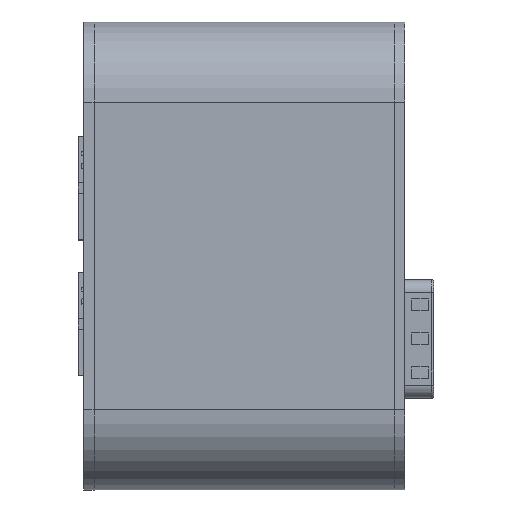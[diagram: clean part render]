
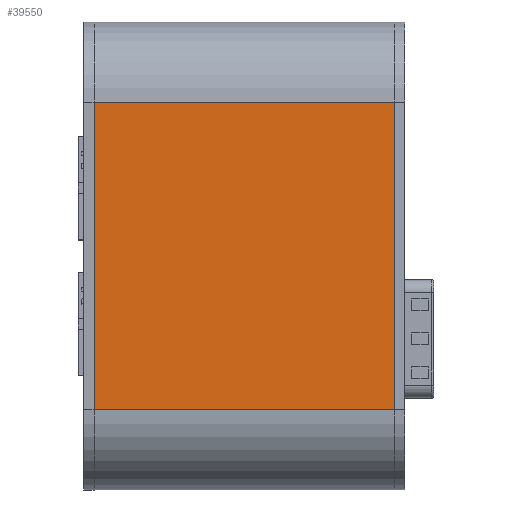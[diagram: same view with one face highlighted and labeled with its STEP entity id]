
A CAD part, top view. The second image highlights one B-rep face of the part: STEP entity #39550.
In plain terms, the highlighted planar face has unit normal (0, 0, 1).
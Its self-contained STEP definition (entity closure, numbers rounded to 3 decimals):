
#2840=FACE_OUTER_BOUND('',#5034,.T.);
#5034=EDGE_LOOP('',(#26334,#26335,#26336,#26337));
#7377=LINE('',#55518,#11892);
#7426=LINE('',#55656,#11941);
#7427=LINE('',#55658,#11942);
#7428=LINE('',#55659,#11943);
#11892=VECTOR('',#44940,10.);
#11941=VECTOR('',#45079,10.);
#11942=VECTOR('',#45080,10.);
#11943=VECTOR('',#45081,10.);
#16403=VERTEX_POINT('',#55515);
#16404=VERTEX_POINT('',#55517);
#16448=VERTEX_POINT('',#55655);
#16449=VERTEX_POINT('',#55657);
#20274=EDGE_CURVE('',#16403,#16404,#7377,.T.);
#20344=EDGE_CURVE('',#16448,#16403,#7426,.T.);
#20345=EDGE_CURVE('',#16449,#16448,#7427,.T.);
#20346=EDGE_CURVE('',#16404,#16449,#7428,.T.);
#26334=ORIENTED_EDGE('',*,*,#20344,.F.);
#26335=ORIENTED_EDGE('',*,*,#20345,.F.);
#26336=ORIENTED_EDGE('',*,*,#20346,.F.);
#26337=ORIENTED_EDGE('',*,*,#20274,.F.);
#38061=PLANE('',#41922);
#39550=ADVANCED_FACE('',(#2840),#38061,.T.);
#41922=AXIS2_PLACEMENT_3D('',#55654,#45077,#45078);
#44940=DIRECTION('',(0.,1.,0.));
#45077=DIRECTION('center_axis',(0.,0.,1.));
#45078=DIRECTION('ref_axis',(0.,-1.,0.));
#45079=DIRECTION('',(-1.,0.,0.));
#45080=DIRECTION('',(0.,-1.,0.));
#45081=DIRECTION('',(1.,0.,0.));
#55515=CARTESIAN_POINT('',(-22.5,-23.,12.));
#55517=CARTESIAN_POINT('',(-22.5,23.,12.));
#55518=CARTESIAN_POINT('',(-22.5,-23.,12.));
#55654=CARTESIAN_POINT('Origin',(0.,23.,12.));
#55655=CARTESIAN_POINT('',(22.5,-23.,12.));
#55656=CARTESIAN_POINT('',(0.,-23.,12.));
#55657=CARTESIAN_POINT('',(22.5,23.,12.));
#55658=CARTESIAN_POINT('',(22.5,-23.,12.));
#55659=CARTESIAN_POINT('',(0.,23.,12.));
